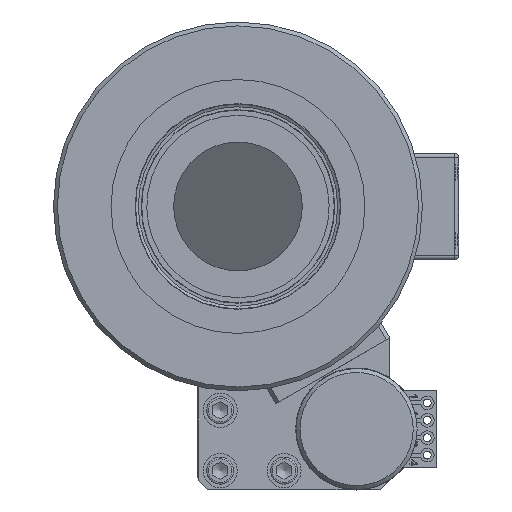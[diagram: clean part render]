
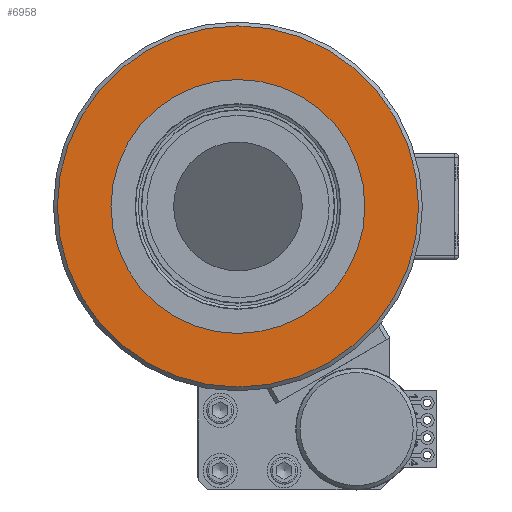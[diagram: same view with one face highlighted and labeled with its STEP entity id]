
A CAD part, front view. The second image highlights one B-rep face of the part: STEP entity #6958.
In plain terms, the highlighted face is planar.
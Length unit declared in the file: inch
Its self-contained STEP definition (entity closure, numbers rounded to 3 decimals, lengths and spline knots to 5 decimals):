
#6927=CARTESIAN_POINT('',(0.67903,0.933,0.));
#6928=VERTEX_POINT('',#6927);
#6929=CARTESIAN_POINT('',(0.67903,0.,0.0));
#6930=DIRECTION('',(-1.0,0.0,0.0));
#6931=DIRECTION('',(0.0,-1.0,0.0));
#6932=AXIS2_PLACEMENT_3D('',#6929,#6930,#6931);
#6933=CIRCLE('',#6932,0.933);
#6934=EDGE_CURVE('',#6928,#6928,#6933,.T.);
#6939=CARTESIAN_POINT('',(0.67903,0.77557,0.0));
#6940=DIRECTION('',(1.0,0.0,0.0));
#6941=DIRECTION('',(0.0,0.0,-1.0));
#6942=AXIS2_PLACEMENT_3D('',#6939,#6940,#6941);
#6943=PLANE('',#6942);
#6944=ORIENTED_EDGE('',*,*,#6934,.F.);
#6945=EDGE_LOOP('',(#6944));
#6946=FACE_OUTER_BOUND('',#6945,.T.);
#6947=CARTESIAN_POINT('',(0.67903,0.59813,0.0));
#6948=VERTEX_POINT('',#6947);
#6949=CARTESIAN_POINT('',(0.67903,0.,0.0));
#6950=DIRECTION('',(1.0,0.0,0.0));
#6951=DIRECTION('',(0.0,1.0,0.0));
#6952=AXIS2_PLACEMENT_3D('',#6949,#6950,#6951);
#6953=CIRCLE('',#6952,0.59813);
#6954=EDGE_CURVE('',#6948,#6948,#6953,.T.);
#6955=ORIENTED_EDGE('',*,*,#6954,.F.);
#6956=EDGE_LOOP('',(#6955));
#6957=FACE_BOUND('',#6956,.T.);
#6958=ADVANCED_FACE('',(#6946,#6957),#6943,.T.);
